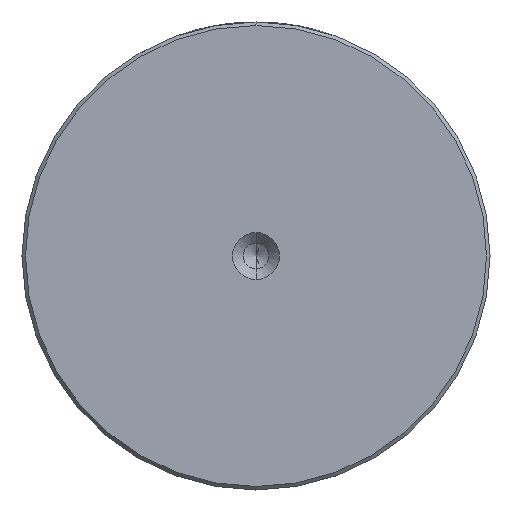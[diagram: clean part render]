
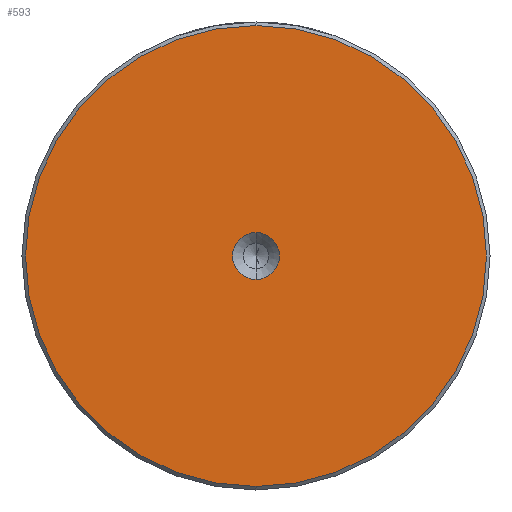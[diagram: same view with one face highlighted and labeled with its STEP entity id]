
A CAD part, left-side view. The second image highlights one B-rep face of the part: STEP entity #593.
In plain terms, the highlighted planar face has unit normal (-1, 0, 0).
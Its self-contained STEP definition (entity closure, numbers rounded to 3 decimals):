
#58 = DIRECTION ( 'NONE',  ( -1., 0., 0. ) ) ;
#61 = FACE_OUTER_BOUND ( 'NONE', #2780, .T. ) ;
#98 = CARTESIAN_POINT ( 'NONE',  ( 0., 0., 0. ) ) ;
#112 = ORIENTED_EDGE ( 'NONE', *, *, #862, .T. ) ;
#126 = CARTESIAN_POINT ( 'NONE',  ( 0., 0., -3.3 ) ) ;
#145 = AXIS2_PLACEMENT_3D ( 'NONE', #566, #2037, #767 ) ;
#263 = DIRECTION ( 'NONE',  ( -1., 0., 0. ) ) ;
#268 = AXIS2_PLACEMENT_3D ( 'NONE', #1347, #58, #1563 ) ;
#329 = VERTEX_POINT ( 'NONE', #126 ) ;
#334 = DIRECTION ( 'NONE',  ( 0., 0., 1. ) ) ;
#550 = ORIENTED_EDGE ( 'NONE', *, *, #762, .F. ) ;
#566 = CARTESIAN_POINT ( 'NONE',  ( 0., 0., 0. ) ) ;
#593 = ADVANCED_FACE ( 'NONE', ( #61, #2265 ), #2586, .T. ) ;
#638 = CARTESIAN_POINT ( 'NONE',  ( 0., 0., 0. ) ) ;
#723 = VERTEX_POINT ( 'NONE', #2433 ) ;
#753 = CIRCLE ( 'NONE', #268, 32.5 ) ;
#762 = EDGE_CURVE ( 'NONE', #329, #886, #2435, .T. ) ;
#767 = DIRECTION ( 'NONE',  ( 0., 0., 1. ) ) ;
#833 = DIRECTION ( 'NONE',  ( 0., 0., 1. ) ) ;
#862 = EDGE_CURVE ( 'NONE', #2273, #723, #753, .T. ) ;
#886 = VERTEX_POINT ( 'NONE', #2614 ) ;
#892 = CARTESIAN_POINT ( 'NONE',  ( 0., 0., 0. ) ) ;
#1030 = AXIS2_PLACEMENT_3D ( 'NONE', #98, #1604, #334 ) ;
#1208 = EDGE_CURVE ( 'NONE', #886, #329, #1328, .T. ) ;
#1328 = CIRCLE ( 'NONE', #1359, 3.3 ) ;
#1347 = CARTESIAN_POINT ( 'NONE',  ( 0., 0., 0. ) ) ;
#1359 = AXIS2_PLACEMENT_3D ( 'NONE', #638, #2102, #833 ) ;
#1502 = CARTESIAN_POINT ( 'NONE',  ( 0., 0., 32.5 ) ) ;
#1563 = DIRECTION ( 'NONE',  ( 0., 0., 1. ) ) ;
#1604 = DIRECTION ( 'NONE',  ( -1., 0., 0. ) ) ;
#1741 = DIRECTION ( 'NONE',  ( 0., 0., 1. ) ) ;
#2037 = DIRECTION ( 'NONE',  ( -1., 0., 0. ) ) ;
#2045 = ORIENTED_EDGE ( 'NONE', *, *, #1208, .F. ) ;
#2102 = DIRECTION ( 'NONE',  ( -1., 0., 0. ) ) ;
#2149 = EDGE_LOOP ( 'NONE', ( #2045, #550 ) ) ;
#2265 = FACE_BOUND ( 'NONE', #2149, .T. ) ;
#2273 = VERTEX_POINT ( 'NONE', #1502 ) ;
#2433 = CARTESIAN_POINT ( 'NONE',  ( 0., 0., -32.5 ) ) ;
#2435 = CIRCLE ( 'NONE', #1030, 3.3 ) ;
#2480 = CIRCLE ( 'NONE', #145, 32.5 ) ;
#2527 = AXIS2_PLACEMENT_3D ( 'NONE', #892, #263, #1741 ) ;
#2545 = EDGE_CURVE ( 'NONE', #723, #2273, #2480, .T. ) ;
#2586 = PLANE ( 'NONE',  #2527 ) ;
#2614 = CARTESIAN_POINT ( 'NONE',  ( 0., 0., 3.3 ) ) ;
#2709 = ORIENTED_EDGE ( 'NONE', *, *, #2545, .T. ) ;
#2780 = EDGE_LOOP ( 'NONE', ( #2709, #112 ) ) ;
